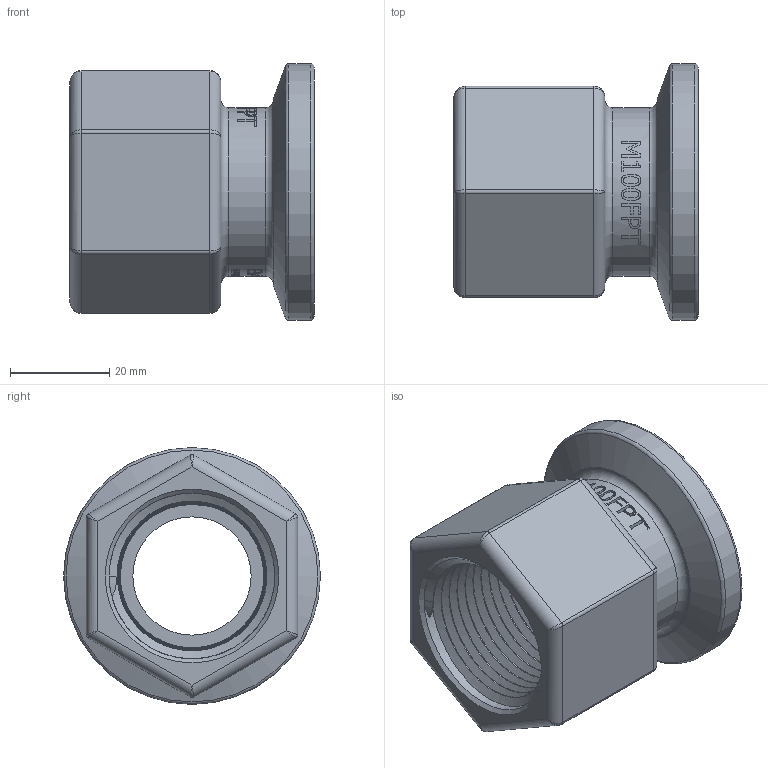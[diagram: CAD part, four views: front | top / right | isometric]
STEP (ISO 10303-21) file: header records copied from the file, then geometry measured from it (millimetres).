
FILE_DESCRIPTION(/* description */ ('1" Female NPT X 1" Manifold Flange'),/* implementation_level */ '2;1');
FILE_NAME(/* name */ 'M100FPT.stp',/* time_stamp */ '2016-12-05T14:35:29-05:00',/* author */ ('DCT'),/* organization */ (''),/* preprocessor_version */ 'ST-DEVELOPER v16.5',/* originating_system */ 'Autodesk Inventor 2017',/* authorisation */ '');
FILE_SCHEMA (('AUTOMOTIVE_DESIGN { 1 0 10303 214 3 1 1 }'));
Length unit declared in the file: inch
Products named in the file (2): M100FPT; M100FPTU
Assembly tree (1 placements, depth 2):
  M100FPT
    M100FPTU
Bounding box: 49.28 x 51.82 x 51.82 mm (x, y, z)
Volume: 42285.7 mm3; surface area: 16939.2 mm2
Topology: 1 solids, 1 shells, 354 faces, 916 edges, 587 vertices
Faces by surface type: plane 174, bspline 106, cylinder 54, cone 15, torus 5
Full cylindrical faces by diameter (mm): 23.876 x1, 34.036 x1, 35.052 x1, 51.816 x1
Entity records: 14654 total; most frequent: CARTESIAN_POINT 6765, ORIENTED_EDGE 1726, DIRECTION 1427, EDGE_CURVE 863, VERTEX_POINT 568, AXIS2_PLACEMENT_3D 513, LINE 401, VECTOR 401
